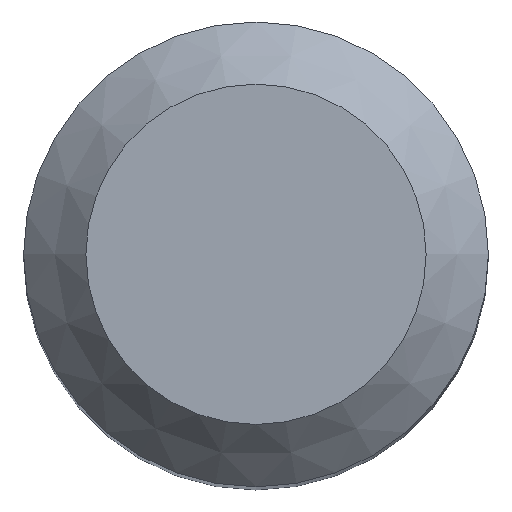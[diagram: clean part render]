
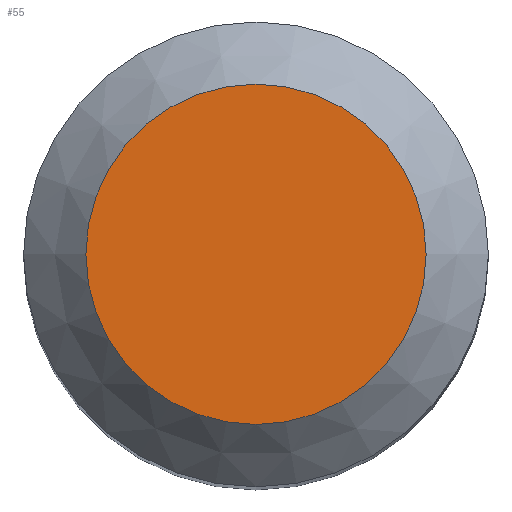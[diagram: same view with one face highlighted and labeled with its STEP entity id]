
A CAD part, top view. The second image highlights one B-rep face of the part: STEP entity #55.
In plain terms, the highlighted planar face has unit normal (0, 0, 1).
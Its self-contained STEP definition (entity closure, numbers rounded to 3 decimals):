
#44=PLANE('',#188);
#47=FACE_OUTER_BOUND('',#93,.T.);
#55=ADVANCED_FACE('',(#47),#44,.T.);
#69=CIRCLE('',#187,3.66);
#93=EDGE_LOOP('',(#109));
#109=ORIENTED_EDGE('',*,*,#132,.F.);
#123=VERTEX_POINT('',#289);
#132=EDGE_CURVE('',#123,#123,#69,.T.);
#187=AXIS2_PLACEMENT_3D('',#288,#218,#219);
#188=AXIS2_PLACEMENT_3D('',#290,#220,#221);
#218=DIRECTION('',(0.,0.,-1.));
#219=DIRECTION('',(-1.,0.,0.));
#220=DIRECTION('',(0.,0.,1.));
#221=DIRECTION('',(1.,0.,0.));
#288=CARTESIAN_POINT('',(0.,0.,0.));
#289=CARTESIAN_POINT('',(-3.66,0.,0.));
#290=CARTESIAN_POINT('',(-3.66,0.,0.));
